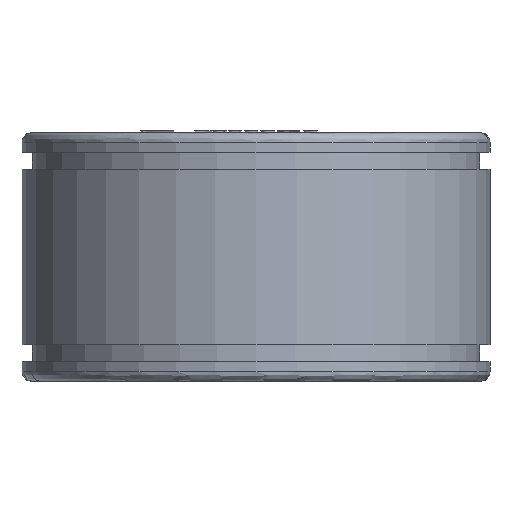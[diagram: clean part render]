
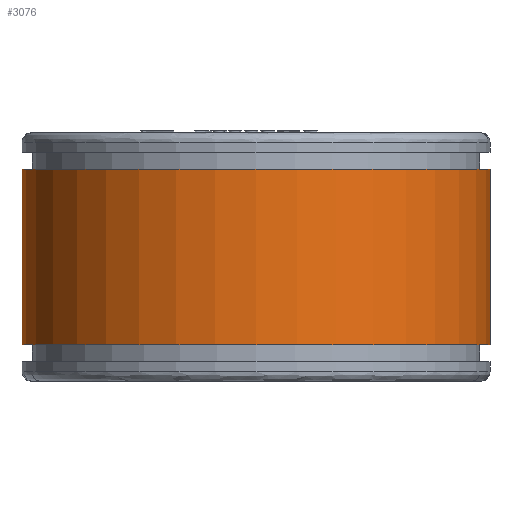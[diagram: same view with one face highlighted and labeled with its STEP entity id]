
A CAD part, front view. The second image highlights one B-rep face of the part: STEP entity #3076.
In plain terms, the highlighted cylindrical face has radius 23.5 mm (diameter 47 mm), a partial arc.
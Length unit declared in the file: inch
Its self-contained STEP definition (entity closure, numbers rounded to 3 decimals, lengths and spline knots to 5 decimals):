
#311 = CARTESIAN_POINT ( 'NONE',  ( 0., 0., 0.34646 ) ) ;
#861 = ORIENTED_EDGE ( 'NONE', *, *, #3959, .T. ) ;
#909 = CYLINDRICAL_SURFACE ( 'NONE', #3854, 0.9252 ) ;
#982 = DIRECTION ( 'NONE',  ( -1., 0., 0. ) ) ;
#987 = CARTESIAN_POINT ( 'NONE',  ( 0.9252, 0., 0.34646 ) ) ;
#1313 = LINE ( 'NONE', #5472, #7847 ) ;
#1566 = CARTESIAN_POINT ( 'NONE',  ( -0.9252, 0., -0.34646 ) ) ;
#1958 = CIRCLE ( 'NONE', #2204, 0.9252 ) ;
#2147 = AXIS2_PLACEMENT_3D ( 'NONE', #7347, #3733, #7968 ) ;
#2189 = CIRCLE ( 'NONE', #2147, 0.9252 ) ;
#2204 = AXIS2_PLACEMENT_3D ( 'NONE', #311, #4938, #982 ) ;
#2338 = CARTESIAN_POINT ( 'NONE',  ( -0.9252, 0., 0.34646 ) ) ;
#2449 = CARTESIAN_POINT ( 'NONE',  ( 0.9252, 0., 0.49213 ) ) ;
#2957 = VERTEX_POINT ( 'NONE', #2338 ) ;
#3076 = ADVANCED_FACE ( 'NONE', ( #4461 ), #909, .T. ) ;
#3733 = DIRECTION ( 'NONE',  ( 0., 0., 1. ) ) ;
#3854 = AXIS2_PLACEMENT_3D ( 'NONE', #4602, #7012, #7631 ) ;
#3945 = EDGE_CURVE ( 'NONE', #7487, #2957, #1958, .T. ) ;
#3959 = EDGE_CURVE ( 'NONE', #5950, #8077, #2189, .T. ) ;
#4079 = LINE ( 'NONE', #2449, #6874 ) ;
#4461 = FACE_OUTER_BOUND ( 'NONE', #4826, .T. ) ;
#4602 = CARTESIAN_POINT ( 'NONE',  ( 0., 0., 0.49213 ) ) ;
#4826 = EDGE_LOOP ( 'NONE', ( #5474, #5563, #7500, #861 ) ) ;
#4938 = DIRECTION ( 'NONE',  ( 0., 0., -1. ) ) ;
#5472 = CARTESIAN_POINT ( 'NONE',  ( -0.9252, 0., 0.49213 ) ) ;
#5474 = ORIENTED_EDGE ( 'NONE', *, *, #7652, .F. ) ;
#5563 = ORIENTED_EDGE ( 'NONE', *, *, #3945, .T. ) ;
#5950 = VERTEX_POINT ( 'NONE', #1566 ) ;
#6820 = DIRECTION ( 'NONE',  ( 0., 0., -1. ) ) ;
#6874 = VECTOR ( 'NONE', #6820, 39.37008 ) ;
#7012 = DIRECTION ( 'NONE',  ( 0., 0., -1. ) ) ;
#7347 = CARTESIAN_POINT ( 'NONE',  ( 0., 0., -0.34646 ) ) ;
#7389 = EDGE_CURVE ( 'NONE', #2957, #5950, #1313, .T. ) ;
#7487 = VERTEX_POINT ( 'NONE', #987 ) ;
#7500 = ORIENTED_EDGE ( 'NONE', *, *, #7389, .T. ) ;
#7631 = DIRECTION ( 'NONE',  ( -1., 0., 0. ) ) ;
#7652 = EDGE_CURVE ( 'NONE', #7487, #8077, #4079, .T. ) ;
#7847 = VECTOR ( 'NONE', #7874, 39.37008 ) ;
#7874 = DIRECTION ( 'NONE',  ( 0., 0., -1. ) ) ;
#7968 = DIRECTION ( 'NONE',  ( -1., 0., 0. ) ) ;
#7969 = CARTESIAN_POINT ( 'NONE',  ( 0.9252, 0., -0.34646 ) ) ;
#8077 = VERTEX_POINT ( 'NONE', #7969 ) ;
